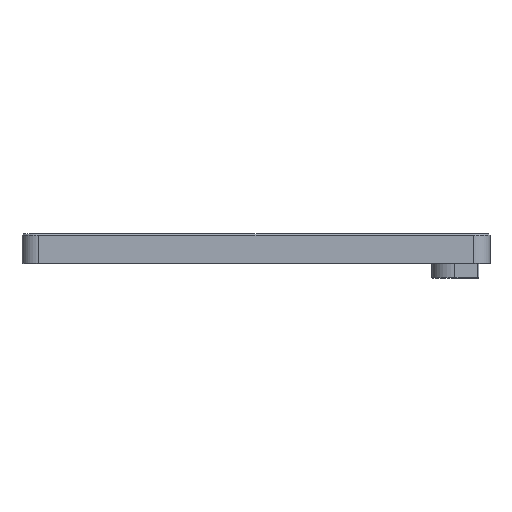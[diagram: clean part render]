
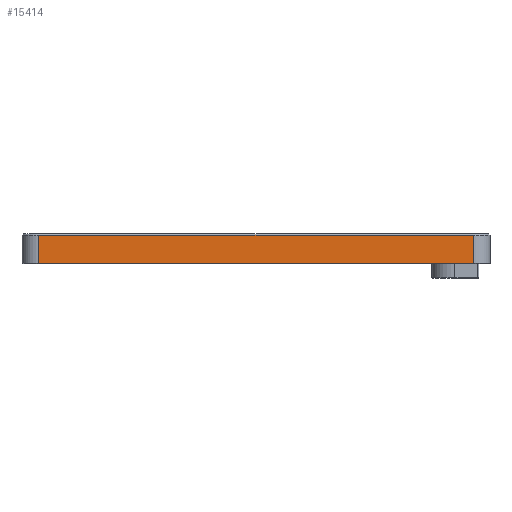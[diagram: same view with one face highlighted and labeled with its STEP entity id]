
A CAD part, left-side view. The second image highlights one B-rep face of the part: STEP entity #15414.
In plain terms, the highlighted planar face has unit normal (-1, 0, 0).
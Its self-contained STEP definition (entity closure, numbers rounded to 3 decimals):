
#408=PLANE('',#16543);
#993=FACE_OUTER_BOUND('',#1951,.T.);
#1951=EDGE_LOOP('',(#11296,#11297,#11298,#11299));
#3783=LINE('',#23889,#5467);
#3791=LINE('',#23917,#5475);
#3792=LINE('',#23921,#5476);
#3793=LINE('',#23922,#5477);
#5467=VECTOR('',#18754,10.);
#5475=VECTOR('',#18778,10.);
#5476=VECTOR('',#18783,5.);
#5477=VECTOR('',#18784,10.);
#7241=VERTEX_POINT('',#23883);
#7242=VERTEX_POINT('',#23887);
#7248=VERTEX_POINT('',#23916);
#7249=VERTEX_POINT('',#23920);
#8748=EDGE_CURVE('',#7241,#7242,#3783,.T.);
#8759=EDGE_CURVE('',#7248,#7241,#3791,.T.);
#8761=EDGE_CURVE('',#7249,#7242,#3792,.T.);
#8762=EDGE_CURVE('',#7248,#7249,#3793,.T.);
#11296=ORIENTED_EDGE('',*,*,#8748,.T.);
#11297=ORIENTED_EDGE('',*,*,#8761,.F.);
#11298=ORIENTED_EDGE('',*,*,#8762,.F.);
#11299=ORIENTED_EDGE('',*,*,#8759,.T.);
#15414=ADVANCED_FACE('',(#993),#408,.F.);
#16543=AXIS2_PLACEMENT_3D('',#23919,#18781,#18782);
#18754=DIRECTION('',(0.,-1.,0.));
#18778=DIRECTION('',(0.,0.,-1.));
#18781=DIRECTION('center_axis',(1.,0.,0.));
#18782=DIRECTION('ref_axis',(0.,-1.,0.));
#18783=DIRECTION('',(0.,0.,-1.));
#18784=DIRECTION('',(0.,-1.,0.));
#23883=CARTESIAN_POINT('',(-30.,65.,3.1));
#23887=CARTESIAN_POINT('',(-30.,-65.,3.1));
#23889=CARTESIAN_POINT('',(-30.,0.,3.1));
#23916=CARTESIAN_POINT('',(-30.,65.,11.5));
#23917=CARTESIAN_POINT('',(-30.,65.,12.));
#23919=CARTESIAN_POINT('Origin',(-30.,65.,12.));
#23920=CARTESIAN_POINT('',(-30.,-65.,11.5));
#23921=CARTESIAN_POINT('',(-30.,-65.,12.));
#23922=CARTESIAN_POINT('',(-30.,31.25,11.5));
